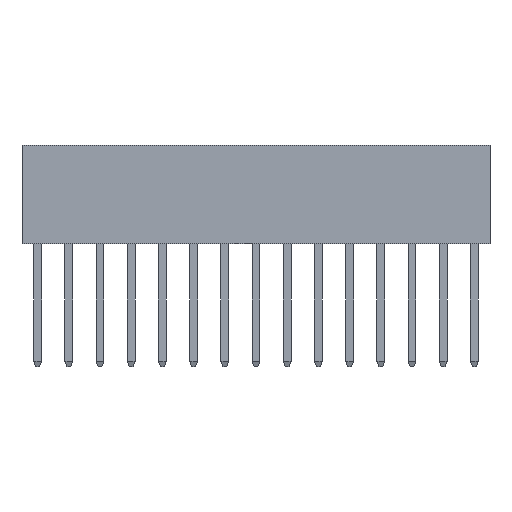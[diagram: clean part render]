
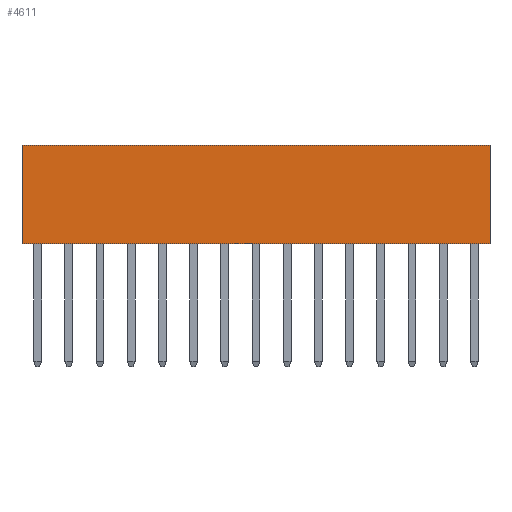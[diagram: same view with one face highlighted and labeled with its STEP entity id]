
A CAD part, front view. The second image highlights one B-rep face of the part: STEP entity #4611.
In plain terms, the highlighted planar face has unit normal (0, -1, 0).
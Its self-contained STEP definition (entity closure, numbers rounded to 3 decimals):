
#49=FACE_OUTER_BOUND('',#325,.T.);
#325=EDGE_LOOP('',(#2838,#2839,#2840,#2841));
#632=LINE('',#6357,#1244);
#634=LINE('',#6362,#1246);
#635=LINE('',#6363,#1247);
#636=LINE('',#6364,#1248);
#1244=VECTOR('',#5186,1.);
#1246=VECTOR('',#5190,1.);
#1247=VECTOR('',#5191,1.);
#1248=VECTOR('',#5192,1.);
#1856=VERTEX_POINT('',#6354);
#1857=VERTEX_POINT('',#6356);
#1858=VERTEX_POINT('',#6360);
#1859=VERTEX_POINT('',#6361);
#2224=EDGE_CURVE('',#1856,#1857,#632,.T.);
#2226=EDGE_CURVE('',#1858,#1859,#634,.T.);
#2227=EDGE_CURVE('',#1857,#1859,#635,.T.);
#2228=EDGE_CURVE('',#1858,#1856,#636,.T.);
#2838=ORIENTED_EDGE('',*,*,#2226,.T.);
#2839=ORIENTED_EDGE('',*,*,#2227,.F.);
#2840=ORIENTED_EDGE('',*,*,#2224,.F.);
#2841=ORIENTED_EDGE('',*,*,#2228,.F.);
#4059=PLANE('',#4902);
#4611=ADVANCED_FACE('',(#49),#4059,.F.);
#4902=AXIS2_PLACEMENT_3D('',#6359,#5188,#5189);
#5186=DIRECTION('',(0.,0.,-1.));
#5188=DIRECTION('center_axis',(0.,1.,0.));
#5189=DIRECTION('ref_axis',(0.,0.,1.));
#5190=DIRECTION('',(0.,0.,-1.));
#5191=DIRECTION('',(-1.,0.,0.));
#5192=DIRECTION('',(1.,0.,0.));
#6354=CARTESIAN_POINT('',(19.05,-2.54,8.));
#6356=CARTESIAN_POINT('',(19.05,-2.54,0.));
#6357=CARTESIAN_POINT('',(19.05,-2.54,4.));
#6359=CARTESIAN_POINT('Origin',(0.,-2.54,4.));
#6360=CARTESIAN_POINT('',(-19.05,-2.54,8.));
#6361=CARTESIAN_POINT('',(-19.05,-2.54,0.));
#6362=CARTESIAN_POINT('',(-19.05,-2.54,4.));
#6363=CARTESIAN_POINT('',(0.,-2.54,0.));
#6364=CARTESIAN_POINT('',(0.,-2.54,8.));
